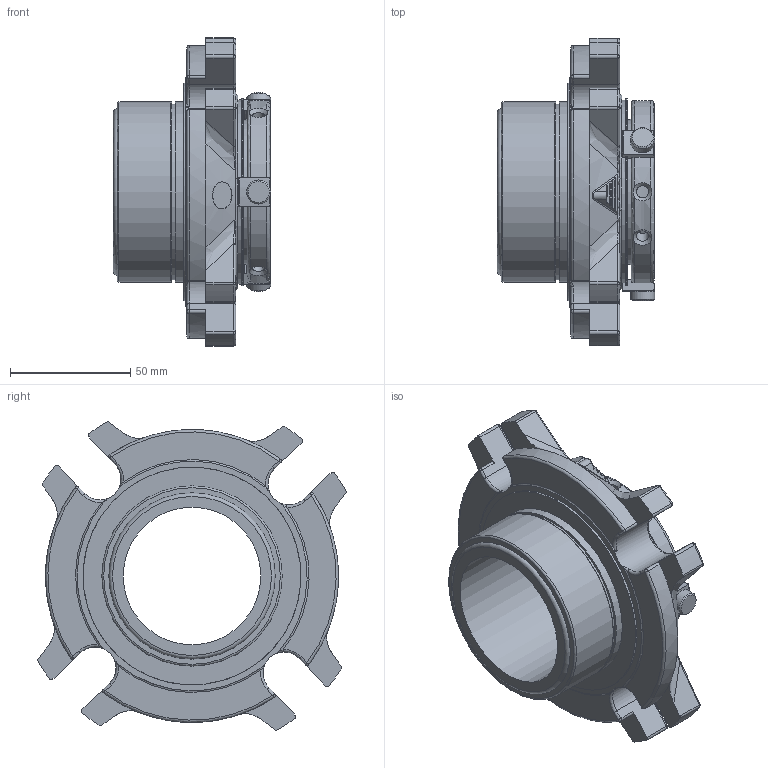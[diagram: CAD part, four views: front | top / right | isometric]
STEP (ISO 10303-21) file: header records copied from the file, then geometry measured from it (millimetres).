
FILE_DESCRIPTION(/* description */ ('Unknown'),/* implementation_level */ '2;1');
FILE_NAME(/* name */ '2.250',/* time_stamp */ '2023-04-03T09:35:53+01:00',/* author */ ('Unknown'),/* organization */ ('Unknown'),/* preprocessor_version */ 'ST-DEVELOPER v18.102',/* originating_system */ 'Solid Edge',/* authorisation */ 'Unknown');
FILE_SCHEMA (('AUTOMOTIVE_DESIGN {1 0 10303 214 3 1 1}'));
Length unit declared in the file: millimetre
Products named in the file (1): 2.250
Bounding box: 65.35 x 128.09 x 128.09 mm (x, y, z)
Volume: 253299.4 mm3; surface area: 56954.2 mm2
Topology: 1 solids, 1 shells, 495 faces, 1288 edges, 787 vertices
Faces by surface type: cylinder 199, plane 137, torus 65, bspline 40, sphere 32, cone 22
Full cylindrical faces by diameter (mm): 3.405 x1, 5 x5, 6 x3, 10 x3, 11.252 x3, 57.15 x1, 60.3 x1, 69.088 x1, 73.127 x1, 74.879 x1, 74.93 x1, 76.302 x1, 77.826 x1, 90.475 x1
Entity records: 18760 total; most frequent: CARTESIAN_POINT 3914, DIRECTION 2380, ORIENTED_EDGE 2358, EDGE_CURVE 1179, AXIS2_PLACEMENT_3D 963, VERTEX_POINT 744, EDGE_LOOP 573, FACE_BOUND 573
